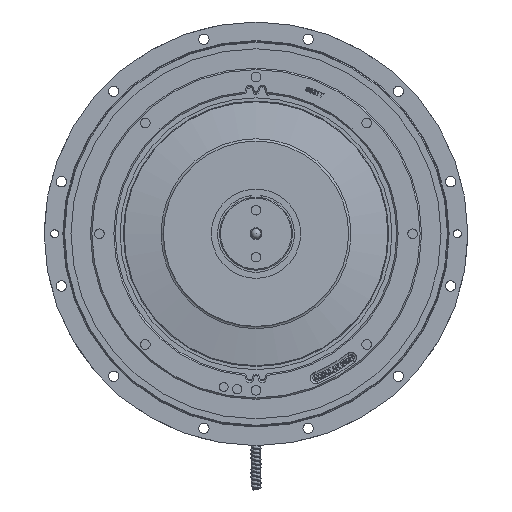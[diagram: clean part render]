
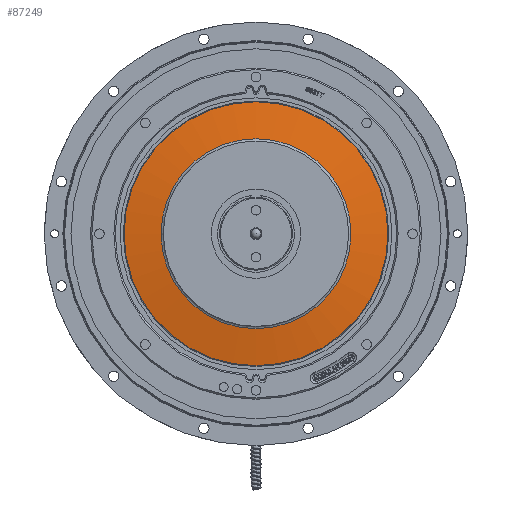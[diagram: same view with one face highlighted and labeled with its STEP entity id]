
A CAD part, top view. The second image highlights one B-rep face of the part: STEP entity #87249.
In plain terms, the highlighted conical face has half-angle 81.101 degrees and reference radius 144.45 mm.
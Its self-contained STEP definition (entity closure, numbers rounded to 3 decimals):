
#645 = ORIENTED_EDGE ( 'NONE', *, *, #74385, .T. ) ;
#961 = DIRECTION ( 'NONE',  ( -1., 0., 0. ) ) ;
#6429 = VERTEX_POINT ( 'NONE', #112424 ) ;
#17966 = FACE_BOUND ( 'NONE', #114750, .T. ) ;
#19884 = AXIS2_PLACEMENT_3D ( 'NONE', #22199, #21475, #961 ) ;
#21475 = DIRECTION ( 'NONE',  ( 0., 0., -1. ) ) ;
#22199 = CARTESIAN_POINT ( 'NONE',  ( 0., 0., 127.729 ) ) ;
#30613 = DIRECTION ( 'NONE',  ( 0., 0., 1. ) ) ;
#38319 = CIRCLE ( 'NONE', #96965, 140.428 ) ;
#40600 = DIRECTION ( 'NONE',  ( 0., 0., -1. ) ) ;
#50238 = VERTEX_POINT ( 'NONE', #124393 ) ;
#51213 = CARTESIAN_POINT ( 'NONE',  ( 0., 0., 120.933 ) ) ;
#62276 = EDGE_LOOP ( 'NONE', ( #76538 ) ) ;
#62456 = CARTESIAN_POINT ( 'NONE',  ( 0., 0., 121.563 ) ) ;
#69438 = EDGE_CURVE ( 'NONE', #50238, #50238, #38319, .T. ) ;
#74385 = EDGE_CURVE ( 'NONE', #6429, #6429, #76496, .T. ) ;
#76496 = CIRCLE ( 'NONE', #19884, 101.049 ) ;
#76538 = ORIENTED_EDGE ( 'NONE', *, *, #69438, .T. ) ;
#81012 = DIRECTION ( 'NONE',  ( -1., 0., 0. ) ) ;
#87249 = ADVANCED_FACE ( 'NONE', ( #124661, #17966 ), #116832, .T. ) ;
#96965 = AXIS2_PLACEMENT_3D ( 'NONE', #62456, #30613, #126703 ) ;
#100957 = AXIS2_PLACEMENT_3D ( 'NONE', #51213, #40600, #81012 ) ;
#112424 = CARTESIAN_POINT ( 'NONE',  ( -101.049, 0., 127.729 ) ) ;
#114750 = EDGE_LOOP ( 'NONE', ( #645 ) ) ;
#116832 = CONICAL_SURFACE ( 'NONE', #100957, 144.45, 1.415 ) ;
#124393 = CARTESIAN_POINT ( 'NONE',  ( 140.428, 0., 121.563 ) ) ;
#124661 = FACE_OUTER_BOUND ( 'NONE', #62276, .T. ) ;
#126703 = DIRECTION ( 'NONE',  ( 1., 0., 0. ) ) ;
